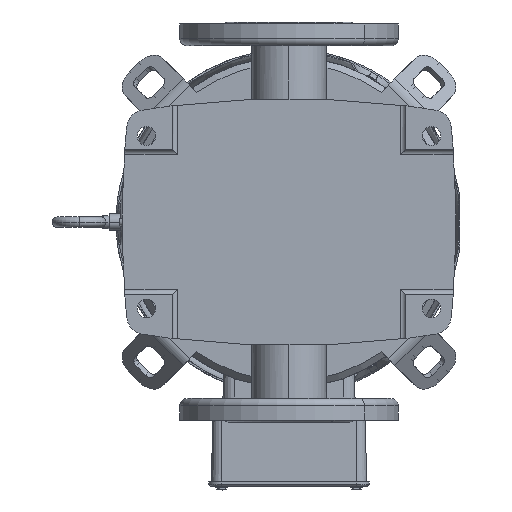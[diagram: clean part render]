
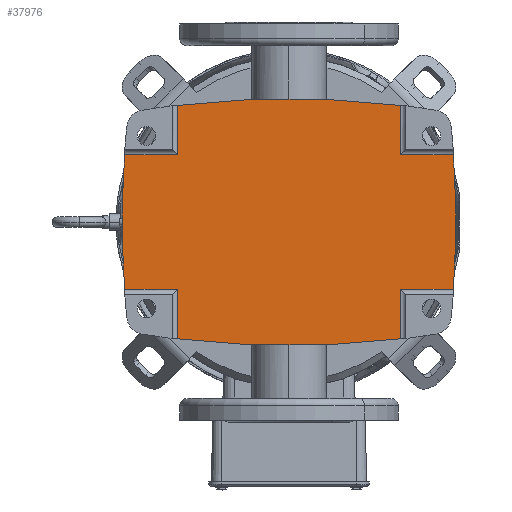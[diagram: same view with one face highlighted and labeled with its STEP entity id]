
A CAD part, front view. The second image highlights one B-rep face of the part: STEP entity #37976.
In plain terms, the highlighted planar face has unit normal (0, -1, 0).
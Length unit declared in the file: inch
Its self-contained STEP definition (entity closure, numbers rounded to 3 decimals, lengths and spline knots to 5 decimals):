
#246 = DIRECTION ( 'NONE',  ( 0., 0., 1. ) ) ;
#491 = VERTEX_POINT ( 'NONE', #44784 ) ;
#1254 = DIRECTION ( 'NONE',  ( 0., -1., 0. ) ) ;
#2027 = EDGE_CURVE ( 'NONE', #67010, #62033, #27066, .T. ) ;
#2170 = CARTESIAN_POINT ( 'NONE',  ( 1.99928, 0.19685, 4.87898 ) ) ;
#2605 = LINE ( 'NONE', #3325, #9143 ) ;
#3325 = CARTESIAN_POINT ( 'NONE',  ( -1.99928, 0.19685, -6.87992 ) ) ;
#5297 = CARTESIAN_POINT ( 'NONE',  ( 1.99928, 0.19685, -4.87898 ) ) ;
#6983 = ORIENTED_EDGE ( 'NONE', *, *, #25369, .F. ) ;
#7050 = DIRECTION ( 'NONE',  ( 0., 1., 0. ) ) ;
#7098 = EDGE_CURVE ( 'NONE', #58083, #55163, #75235, .T. ) ;
#7118 = DIRECTION ( 'NONE',  ( 0., 0., 1. ) ) ;
#7742 = ORIENTED_EDGE ( 'NONE', *, *, #7098, .T. ) ;
#8555 = EDGE_CURVE ( 'NONE', #17614, #74012, #47111, .T. ) ;
#8609 = CARTESIAN_POINT ( 'NONE',  ( -1.99928, 0.19685, -6.87992 ) ) ;
#8824 = CARTESIAN_POINT ( 'NONE',  ( -1.99928, 0.19685, -6.87992 ) ) ;
#8844 = ORIENTED_EDGE ( 'NONE', *, *, #18898, .T. ) ;
#8935 = VECTOR ( 'NONE', #52362, 39.37008 ) ;
#8985 = AXIS2_PLACEMENT_3D ( 'NONE', #57695, #50978, #15127 ) ;
#9143 = VECTOR ( 'NONE', #62426, 39.37008 ) ;
#9540 = DIRECTION ( 'NONE',  ( 0., 0., 1. ) ) ;
#9969 = ORIENTED_EDGE ( 'NONE', *, *, #63116, .F. ) ;
#10877 = ORIENTED_EDGE ( 'NONE', *, *, #41852, .F. ) ;
#13333 = CARTESIAN_POINT ( 'NONE',  ( -23.10236, 0.19685, 0. ) ) ;
#14242 = VERTEX_POINT ( 'NONE', #2170 ) ;
#14440 = EDGE_CURVE ( 'NONE', #48737, #36766, #75316, .T. ) ;
#15121 = DIRECTION ( 'NONE',  ( 1., 0., 0. ) ) ;
#15127 = DIRECTION ( 'NONE',  ( 0., 0., 1. ) ) ;
#15620 = AXIS2_PLACEMENT_3D ( 'NONE', #51153, #33894, #9540 ) ;
#16019 = CARTESIAN_POINT ( 'NONE',  ( 1.99928, 0.19685, -6.87992 ) ) ;
#17358 = ORIENTED_EDGE ( 'NONE', *, *, #26461, .T. ) ;
#17495 = CARTESIAN_POINT ( 'NONE',  ( 0., 0.19685, 23.10236 ) ) ;
#17614 = VERTEX_POINT ( 'NONE', #53561 ) ;
#17835 = DIRECTION ( 'NONE',  ( 1., 0., 0. ) ) ;
#18898 = EDGE_CURVE ( 'NONE', #491, #58083, #71198, .T. ) ;
#19378 = EDGE_CURVE ( 'NONE', #62033, #75621, #65484, .T. ) ;
#19840 = FACE_OUTER_BOUND ( 'NONE', #36703, .T. ) ;
#20725 = CIRCLE ( 'NONE', #70678, 28.05268 ) ;
#21977 = CARTESIAN_POINT ( 'NONE',  ( -1.99928, 0.19685, 4.87898 ) ) ;
#22249 = CARTESIAN_POINT ( 'NONE',  ( 3.46496, 0.19685, -3.31346 ) ) ;
#24625 = DIRECTION ( 'NONE',  ( 0., 0., 1. ) ) ;
#25369 = EDGE_CURVE ( 'NONE', #48737, #32178, #20725, .T. ) ;
#26461 = EDGE_CURVE ( 'NONE', #14242, #17614, #39357, .T. ) ;
#27066 = LINE ( 'NONE', #57188, #52345 ) ;
#28274 = EDGE_CURVE ( 'NONE', #72875, #55163, #2605, .T. ) ;
#30417 = DIRECTION ( 'NONE',  ( 1., 0., 0. ) ) ;
#32178 = VERTEX_POINT ( 'NONE', #61436 ) ;
#32302 = VECTOR ( 'NONE', #30417, 39.37008 ) ;
#32655 = DIRECTION ( 'NONE',  ( 0., 0., 1. ) ) ;
#33894 = DIRECTION ( 'NONE',  ( 0., -1., 0. ) ) ;
#34462 = AXIS2_PLACEMENT_3D ( 'NONE', #65726, #35987, #57593 ) ;
#34569 = ORIENTED_EDGE ( 'NONE', *, *, #54709, .T. ) ;
#35501 = AXIS2_PLACEMENT_3D ( 'NONE', #37092, #1254, #55347 ) ;
#35646 = VECTOR ( 'NONE', #17835, 39.37008 ) ;
#35668 = ORIENTED_EDGE ( 'NONE', *, *, #28274, .F. ) ;
#35987 = DIRECTION ( 'NONE',  ( 0., -1., 0. ) ) ;
#36703 = EDGE_LOOP ( 'NONE', ( #9969, #58512, #8844, #7742, #35668, #10877, #6983, #69967, #34569, #56470, #37788, #53109, #17358, #60906 ) ) ;
#36766 = VERTEX_POINT ( 'NONE', #57164 ) ;
#37092 = CARTESIAN_POINT ( 'NONE',  ( 0., 0.19685, -23.10236 ) ) ;
#37788 = ORIENTED_EDGE ( 'NONE', *, *, #2027, .F. ) ;
#37976 = ADVANCED_FACE ( 'NONE', ( #19840 ), #68439, .F. ) ;
#38464 = AXIS2_PLACEMENT_3D ( 'NONE', #13333, #7050, #24625 ) ;
#39357 = CIRCLE ( 'NONE', #15620, 28.05268 ) ;
#40528 = LINE ( 'NONE', #8609, #45174 ) ;
#41852 = EDGE_CURVE ( 'NONE', #32178, #72875, #75510, .T. ) ;
#42674 = EDGE_CURVE ( 'NONE', #67010, #14242, #45595, .T. ) ;
#43759 = VECTOR ( 'NONE', #7118, 39.37008 ) ;
#44784 = CARTESIAN_POINT ( 'NONE',  ( -3.46496, 0.19685, 3.31346 ) ) ;
#45174 = VECTOR ( 'NONE', #68982, 39.37008 ) ;
#45220 = DIRECTION ( 'NONE',  ( 0., 1., 0. ) ) ;
#45595 = LINE ( 'NONE', #66201, #43759 ) ;
#47111 = CIRCLE ( 'NONE', #35501, 28.05268 ) ;
#47142 = CARTESIAN_POINT ( 'NONE',  ( -4.59646, 0.19685, 3.31346 ) ) ;
#48055 = EDGE_CURVE ( 'NONE', #491, #53505, #57072, .T. ) ;
#48195 = CARTESIAN_POINT ( 'NONE',  ( -1.99928, 0.19685, -4.87898 ) ) ;
#48288 = CARTESIAN_POINT ( 'NONE',  ( 1.99928, 0.19685, 3.31346 ) ) ;
#48510 = DIRECTION ( 'NONE',  ( 1., 0., 0. ) ) ;
#48737 = VERTEX_POINT ( 'NONE', #5297 ) ;
#49544 = CARTESIAN_POINT ( 'NONE',  ( -4.59646, 0.19685, -3.31346 ) ) ;
#50978 = DIRECTION ( 'NONE',  ( 0., 1., 0. ) ) ;
#51153 = CARTESIAN_POINT ( 'NONE',  ( 0., 0.19685, -23.10236 ) ) ;
#52345 = VECTOR ( 'NONE', #15121, 39.37008 ) ;
#52362 = DIRECTION ( 'NONE',  ( 0., 0., 1. ) ) ;
#53109 = ORIENTED_EDGE ( 'NONE', *, *, #42674, .T. ) ;
#53505 = VERTEX_POINT ( 'NONE', #61357 ) ;
#53561 = CARTESIAN_POINT ( 'NONE',  ( 0., 0.19685, 4.95031 ) ) ;
#54709 = EDGE_CURVE ( 'NONE', #36766, #75621, #61769, .T. ) ;
#55163 = VERTEX_POINT ( 'NONE', #55873 ) ;
#55347 = DIRECTION ( 'NONE',  ( 0., 0., 1. ) ) ;
#55873 = CARTESIAN_POINT ( 'NONE',  ( -1.99928, 0.19685, -3.31346 ) ) ;
#56470 = ORIENTED_EDGE ( 'NONE', *, *, #19378, .F. ) ;
#57072 = LINE ( 'NONE', #47142, #35646 ) ;
#57164 = CARTESIAN_POINT ( 'NONE',  ( 1.99928, 0.19685, -3.31346 ) ) ;
#57188 = CARTESIAN_POINT ( 'NONE',  ( -4.59646, 0.19685, 3.31346 ) ) ;
#57593 = DIRECTION ( 'NONE',  ( 0., 0., 1. ) ) ;
#57695 = CARTESIAN_POINT ( 'NONE',  ( 0., 0.19685, 23.10236 ) ) ;
#58083 = VERTEX_POINT ( 'NONE', #70291 ) ;
#58512 = ORIENTED_EDGE ( 'NONE', *, *, #48055, .F. ) ;
#59261 = CARTESIAN_POINT ( 'NONE',  ( 3.46496, 0.19685, 3.31346 ) ) ;
#59810 = DIRECTION ( 'NONE',  ( 0., 1., 0. ) ) ;
#60685 = CARTESIAN_POINT ( 'NONE',  ( -4.59646, 0.19685, -3.31346 ) ) ;
#60906 = ORIENTED_EDGE ( 'NONE', *, *, #8555, .T. ) ;
#61357 = CARTESIAN_POINT ( 'NONE',  ( -1.99928, 0.19685, 3.31346 ) ) ;
#61436 = CARTESIAN_POINT ( 'NONE',  ( 0., 0.19685, -4.95031 ) ) ;
#61769 = LINE ( 'NONE', #49544, #72042 ) ;
#62033 = VERTEX_POINT ( 'NONE', #59261 ) ;
#62426 = DIRECTION ( 'NONE',  ( 0., 0., 1. ) ) ;
#62451 = AXIS2_PLACEMENT_3D ( 'NONE', #8824, #45220, #32655 ) ;
#63116 = EDGE_CURVE ( 'NONE', #53505, #74012, #40528, .T. ) ;
#65484 = CIRCLE ( 'NONE', #38464, 26.77315 ) ;
#65726 = CARTESIAN_POINT ( 'NONE',  ( 23.10236, 0.19685, 0. ) ) ;
#66201 = CARTESIAN_POINT ( 'NONE',  ( 1.99928, 0.19685, -6.87992 ) ) ;
#67010 = VERTEX_POINT ( 'NONE', #48288 ) ;
#68439 = PLANE ( 'NONE',  #62451 ) ;
#68982 = DIRECTION ( 'NONE',  ( 0., 0., 1. ) ) ;
#69967 = ORIENTED_EDGE ( 'NONE', *, *, #14440, .T. ) ;
#70291 = CARTESIAN_POINT ( 'NONE',  ( -3.46496, 0.19685, -3.31346 ) ) ;
#70678 = AXIS2_PLACEMENT_3D ( 'NONE', #17495, #59810, #246 ) ;
#71198 = CIRCLE ( 'NONE', #34462, 26.77315 ) ;
#72042 = VECTOR ( 'NONE', #48510, 39.37008 ) ;
#72875 = VERTEX_POINT ( 'NONE', #48195 ) ;
#74012 = VERTEX_POINT ( 'NONE', #21977 ) ;
#75235 = LINE ( 'NONE', #60685, #32302 ) ;
#75316 = LINE ( 'NONE', #16019, #8935 ) ;
#75510 = CIRCLE ( 'NONE', #8985, 28.05268 ) ;
#75621 = VERTEX_POINT ( 'NONE', #22249 ) ;
